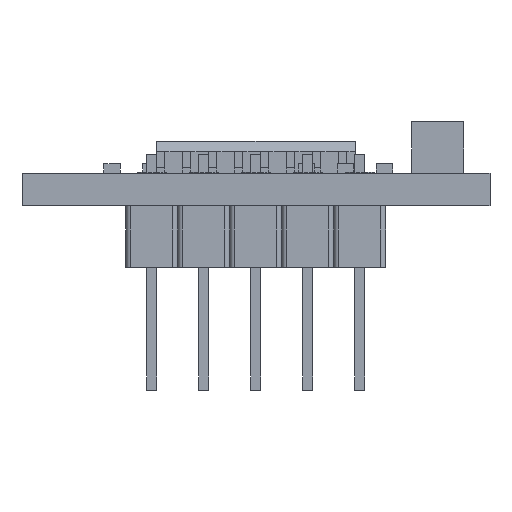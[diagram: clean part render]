
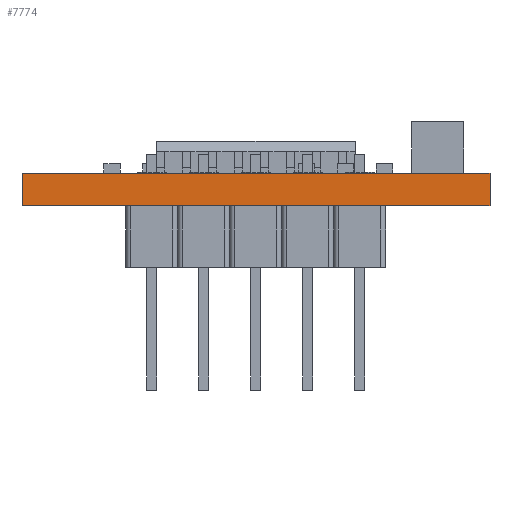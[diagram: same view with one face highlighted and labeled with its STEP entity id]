
A CAD part, front view. The second image highlights one B-rep face of the part: STEP entity #7774.
In plain terms, the highlighted planar face has unit normal (0, -1, 0).
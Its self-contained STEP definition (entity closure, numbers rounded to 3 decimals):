
#680=FACE_OUTER_BOUND('',#1184,.T.);
#1184=EDGE_LOOP('',(#6805,#6806,#6807,#6808));
#1393=LINE('',#10847,#2323);
#1790=LINE('',#11929,#2720);
#2087=LINE('',#12560,#3017);
#2090=LINE('',#12565,#3020);
#2323=VECTOR('',#8704,1.);
#2720=VECTOR('',#9669,1.);
#3017=VECTOR('',#10316,1.);
#3020=VECTOR('',#10323,1.);
#3209=VERTEX_POINT('',#10840);
#3212=VERTEX_POINT('',#10845);
#3612=VERTEX_POINT('',#11926);
#3613=VERTEX_POINT('',#11928);
#3960=EDGE_CURVE('',#3212,#3209,#1393,.F.);
#4490=EDGE_CURVE('',#3613,#3612,#1790,.F.);
#4797=EDGE_CURVE('',#3612,#3209,#2087,.T.);
#4800=EDGE_CURVE('',#3613,#3212,#2090,.T.);
#6805=ORIENTED_EDGE('',*,*,#4800,.F.);
#6806=ORIENTED_EDGE('',*,*,#4490,.T.);
#6807=ORIENTED_EDGE('',*,*,#4797,.T.);
#6808=ORIENTED_EDGE('',*,*,#3960,.F.);
#7357=PLANE('',#8368);
#7774=ADVANCED_FACE('',(#680),#7357,.F.);
#8368=AXIS2_PLACEMENT_3D('',#12566,#10324,#10325);
#8704=DIRECTION('',(-1.,0.,0.));
#9669=DIRECTION('',(-1.,0.,0.));
#10316=DIRECTION('',(0.,0.,1.));
#10323=DIRECTION('',(0.,0.,1.));
#10324=DIRECTION('center_axis',(0.,1.,0.));
#10325=DIRECTION('ref_axis',(-1.,0.,0.));
#10840=CARTESIAN_POINT('',(2.54,-34.31,1.6));
#10845=CARTESIAN_POINT('',(-20.32,-34.31,1.6));
#10847=CARTESIAN_POINT('',(-8.89,-34.31,1.6));
#11926=CARTESIAN_POINT('',(2.54,-34.31,0.));
#11928=CARTESIAN_POINT('',(-20.32,-34.31,0.));
#11929=CARTESIAN_POINT('',(-8.89,-34.31,0.));
#12560=CARTESIAN_POINT('',(2.54,-34.31,0.8));
#12565=CARTESIAN_POINT('',(-20.32,-34.31,0.8));
#12566=CARTESIAN_POINT('Origin',(2.54,-34.31,0.));
